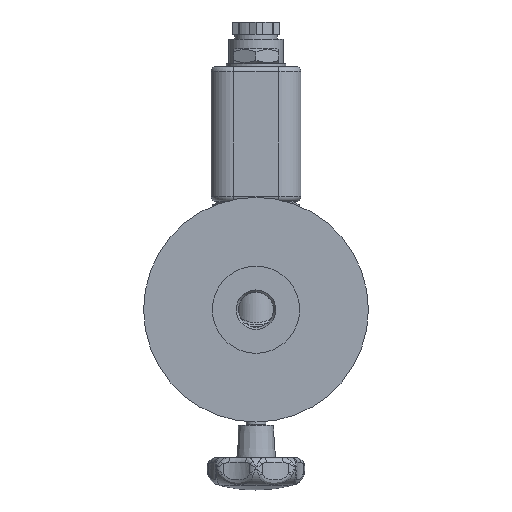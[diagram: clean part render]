
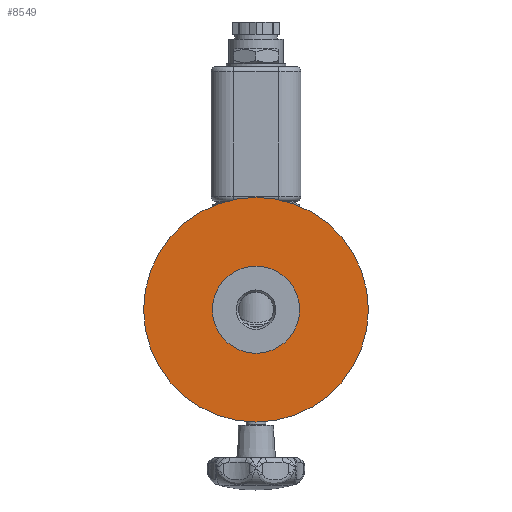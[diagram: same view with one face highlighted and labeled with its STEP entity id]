
A CAD part, front view. The second image highlights one B-rep face of the part: STEP entity #8549.
In plain terms, the highlighted planar face has unit normal (0, -1, 0).
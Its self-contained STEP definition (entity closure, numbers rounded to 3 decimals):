
#1495=PLANE('',#9249);
#1712=FACE_BOUND('',#2601,.T.);
#2023=FACE_OUTER_BOUND('',#2600,.T.);
#2600=EDGE_LOOP('',(#6343));
#2601=EDGE_LOOP('',(#6344));
#3128=CIRCLE('',#9250,45.);
#3129=CIRCLE('',#9251,17.45);
#3634=VERTEX_POINT('',#15025);
#3635=VERTEX_POINT('',#15027);
#4614=EDGE_CURVE('',#3634,#3634,#3128,.T.);
#4615=EDGE_CURVE('',#3635,#3635,#3129,.T.);
#6343=ORIENTED_EDGE('',*,*,#4614,.F.);
#6344=ORIENTED_EDGE('',*,*,#4615,.T.);
#8549=ADVANCED_FACE('',(#2023,#1712),#1495,.T.);
#9249=AXIS2_PLACEMENT_3D('',#15024,#10680,#10681);
#9250=AXIS2_PLACEMENT_3D('',#15026,#10682,#10683);
#9251=AXIS2_PLACEMENT_3D('',#15028,#10684,#10685);
#10680=DIRECTION('center_axis',(0.,-1.,0.));
#10681=DIRECTION('ref_axis',(0.,0.,1.));
#10682=DIRECTION('center_axis',(0.,1.,0.));
#10683=DIRECTION('ref_axis',(0.,0.,
-1.));
#10684=DIRECTION('center_axis',(0.,1.,0.));
#10685=DIRECTION('ref_axis',(0.,0.,
-1.));
#15024=CARTESIAN_POINT('Origin',(0.,-60.5,-31.225));
#15025=CARTESIAN_POINT('',(0.,-60.5,-45.));
#15026=CARTESIAN_POINT('Origin',(0.,-60.5,0.));
#15027=CARTESIAN_POINT('',(0.,-60.5,-17.45));
#15028=CARTESIAN_POINT('Origin',(0.,-60.5,0.));
